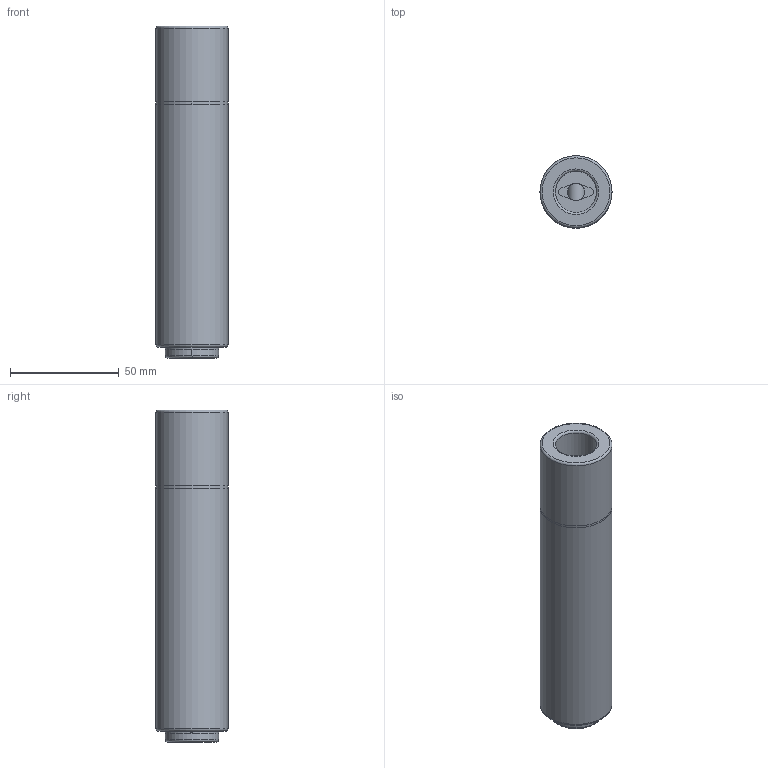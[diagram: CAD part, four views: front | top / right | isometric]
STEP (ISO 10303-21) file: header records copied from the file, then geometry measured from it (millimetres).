
FILE_DESCRIPTION(('FreeCAD Model'),'2;1');
FILE_NAME('3xD-Cell-to-1x18650 Adapter.step','2020-07-28T00:57:40',('Author') ,(''),'Open CASCADE STEP processor 7.3','FreeCAD','Unknown');
FILE_SCHEMA(('AUTOMOTIVE_DESIGN { 1 0 10303 214 1 1 1 1 }'));
Length unit declared in the file: millimetre
Products named in the file (1): Cylinder003
Bounding box: 33.2 x 33.2 x 153 mm (x, y, z)
Volume: 117255 mm3; surface area: 22559.7 mm2
Topology: 1 solids, 1 shells, 88 faces, 234 edges, 145 vertices
Faces by surface type: plane 34, cylinder 34, torus 14, bspline 6
Full cylindrical faces by diameter (mm): 2 x2, 4 x2, 19 x1, 24.5 x1, 33.2 x2
Entity records: 4679 total; most frequent: CARTESIAN_POINT 2506, ORIENTED_EDGE 468, DIRECTION 450, EDGE_CURVE 234, AXIS2_PLACEMENT_3D 180, VERTEX_POINT 145, FACE_BOUND 93, EDGE_LOOP 93
